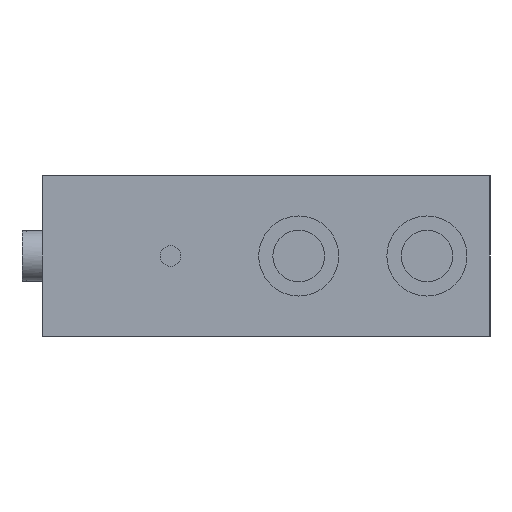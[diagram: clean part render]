
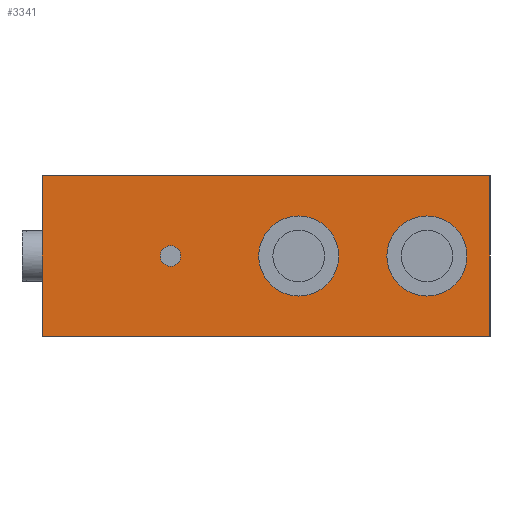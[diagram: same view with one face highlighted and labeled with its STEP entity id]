
A CAD part, left-side view. The second image highlights one B-rep face of the part: STEP entity #3341.
In plain terms, the highlighted planar face has unit normal (-1, 0, 0).
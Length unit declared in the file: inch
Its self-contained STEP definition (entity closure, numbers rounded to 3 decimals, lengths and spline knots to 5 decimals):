
#126 = DIRECTION ( 'NONE',  ( 1., 0., 0. ) ) ;
#142 = CARTESIAN_POINT ( 'NONE',  ( 0., 0.31, 0.19685 ) ) ;
#349 = CIRCLE ( 'NONE', #2639, 0.19685 ) ;
#374 = VERTEX_POINT ( 'NONE', #1911 ) ;
#465 = ORIENTED_EDGE ( 'NONE', *, *, #853, .T. ) ;
#477 = VERTEX_POINT ( 'NONE', #3219 ) ;
#568 = DIRECTION ( 'NONE',  ( 0., 0., -1. ) ) ;
#580 = CARTESIAN_POINT ( 'NONE',  ( 0., 0., -0.395 ) ) ;
#645 = EDGE_CURVE ( 'NONE', #374, #4775, #1903, .T. ) ;
#656 = CARTESIAN_POINT ( 'NONE',  ( 0., 2.2, 0.395 ) ) ;
#751 = VERTEX_POINT ( 'NONE', #5509 ) ;
#780 = CARTESIAN_POINT ( 'NONE',  ( 0., 0., 0.395 ) ) ;
#786 = AXIS2_PLACEMENT_3D ( 'NONE', #1013, #4070, #1453 ) ;
#853 = EDGE_CURVE ( 'NONE', #751, #477, #1212, .T. ) ;
#881 = LINE ( 'NONE', #4959, #5419 ) ;
#956 = DIRECTION ( 'NONE',  ( 1., 0., 0. ) ) ;
#1013 = CARTESIAN_POINT ( 'NONE',  ( 0., 2.2, 0.395 ) ) ;
#1103 = EDGE_CURVE ( 'NONE', #1704, #5437, #1350, .T. ) ;
#1212 = CIRCLE ( 'NONE', #2527, 0.19685 ) ;
#1221 = FACE_BOUND ( 'NONE', #3104, .T. ) ;
#1346 = CIRCLE ( 'NONE', #3291, 0.19685 ) ;
#1350 = LINE ( 'NONE', #2091, #3659 ) ;
#1453 = DIRECTION ( 'NONE',  ( 0., 0., -1. ) ) ;
#1520 = DIRECTION ( 'NONE',  ( 0., -1., 0. ) ) ;
#1704 = VERTEX_POINT ( 'NONE', #656 ) ;
#1709 = CARTESIAN_POINT ( 'NONE',  ( 0., 0.31, 0. ) ) ;
#1810 = VERTEX_POINT ( 'NONE', #142 ) ;
#1876 = ORIENTED_EDGE ( 'NONE', *, *, #3773, .T. ) ;
#1903 = CIRCLE ( 'NONE', #4407, 0.05 ) ;
#1911 = CARTESIAN_POINT ( 'NONE',  ( 0., 1.57, -0.05 ) ) ;
#2091 = CARTESIAN_POINT ( 'NONE',  ( 0., 2.2, 0.395 ) ) ;
#2161 = DIRECTION ( 'NONE',  ( 0., 0., -1. ) ) ;
#2183 = ORIENTED_EDGE ( 'NONE', *, *, #3265, .T. ) ;
#2234 = AXIS2_PLACEMENT_3D ( 'NONE', #2457, #5536, #2882 ) ;
#2338 = CARTESIAN_POINT ( 'NONE',  ( 0., 0.31, -0.19685 ) ) ;
#2457 = CARTESIAN_POINT ( 'NONE',  ( 0., 0.94, 0. ) ) ;
#2492 = CARTESIAN_POINT ( 'NONE',  ( 0., 0.94, 0. ) ) ;
#2520 = ORIENTED_EDGE ( 'NONE', *, *, #4371, .T. ) ;
#2527 = AXIS2_PLACEMENT_3D ( 'NONE', #2492, #5576, #2912 ) ;
#2578 = CARTESIAN_POINT ( 'NONE',  ( 0., 1.57, 0. ) ) ;
#2625 = VERTEX_POINT ( 'NONE', #780 ) ;
#2639 = AXIS2_PLACEMENT_3D ( 'NONE', #2807, #126, #3240 ) ;
#2662 = FACE_BOUND ( 'NONE', #2762, .T. ) ;
#2672 = CIRCLE ( 'NONE', #2234, 0.19685 ) ;
#2721 = DIRECTION ( 'NONE',  ( 0., -1., 0. ) ) ;
#2762 = EDGE_LOOP ( 'NONE', ( #2183, #4091 ) ) ;
#2778 = CIRCLE ( 'NONE', #2962, 0.05 ) ;
#2807 = CARTESIAN_POINT ( 'NONE',  ( 0., 0.31, 0. ) ) ;
#2882 = DIRECTION ( 'NONE',  ( 0., 0., -1. ) ) ;
#2912 = DIRECTION ( 'NONE',  ( 0., 0., -1. ) ) ;
#2925 = LINE ( 'NONE', #4021, #3824 ) ;
#2962 = AXIS2_PLACEMENT_3D ( 'NONE', #3582, #956, #4025 ) ;
#3010 = DIRECTION ( 'NONE',  ( 0., 0., -1. ) ) ;
#3045 = ORIENTED_EDGE ( 'NONE', *, *, #3929, .F. ) ;
#3067 = ORIENTED_EDGE ( 'NONE', *, *, #5327, .T. ) ;
#3104 = EDGE_LOOP ( 'NONE', ( #3067, #465 ) ) ;
#3209 = ORIENTED_EDGE ( 'NONE', *, *, #3892, .T. ) ;
#3219 = CARTESIAN_POINT ( 'NONE',  ( 0., 0.94, -0.19685 ) ) ;
#3240 = DIRECTION ( 'NONE',  ( 0., 0., -1. ) ) ;
#3265 = EDGE_CURVE ( 'NONE', #4775, #374, #2778, .T. ) ;
#3291 = AXIS2_PLACEMENT_3D ( 'NONE', #1709, #4769, #2161 ) ;
#3341 = ADVANCED_FACE ( 'PLANAR_6', ( #2662, #1221, #4729, #5775 ), #3632, .F. ) ;
#3582 = CARTESIAN_POINT ( 'NONE',  ( 0., 1.57, 0. ) ) ;
#3632 = PLANE ( 'NONE',  #786 ) ;
#3659 = VECTOR ( 'NONE', #5126, 39.37008 ) ;
#3712 = CARTESIAN_POINT ( 'NONE',  ( 0., 1.57, 0.05 ) ) ;
#3745 = CARTESIAN_POINT ( 'NONE',  ( 0., 2.2, -0.395 ) ) ;
#3773 = EDGE_CURVE ( 'NONE', #5437, #3878, #2925, .T. ) ;
#3824 = VECTOR ( 'NONE', #2721, 39.37008 ) ;
#3878 = VERTEX_POINT ( 'NONE', #580 ) ;
#3892 = EDGE_CURVE ( 'NONE', #5127, #1810, #349, .T. ) ;
#3929 = EDGE_CURVE ( 'NONE', #1704, #2625, #4923, .T. ) ;
#4000 = EDGE_LOOP ( 'NONE', ( #5108, #1876, #4124, #3045 ) ) ;
#4021 = CARTESIAN_POINT ( 'NONE',  ( 0., 2.2, -0.395 ) ) ;
#4025 = DIRECTION ( 'NONE',  ( 0., 0., -1. ) ) ;
#4070 = DIRECTION ( 'NONE',  ( 1., 0., 0. ) ) ;
#4091 = ORIENTED_EDGE ( 'NONE', *, *, #645, .T. ) ;
#4124 = ORIENTED_EDGE ( 'NONE', *, *, #5141, .F. ) ;
#4371 = EDGE_CURVE ( 'NONE', #1810, #5127, #1346, .T. ) ;
#4407 = AXIS2_PLACEMENT_3D ( 'NONE', #2578, #5672, #3010 ) ;
#4729 = FACE_BOUND ( 'NONE', #5707, .T. ) ;
#4769 = DIRECTION ( 'NONE',  ( 1., 0., 0. ) ) ;
#4775 = VERTEX_POINT ( 'NONE', #3712 ) ;
#4792 = VECTOR ( 'NONE', #1520, 39.37008 ) ;
#4923 = LINE ( 'NONE', #5009, #4792 ) ;
#4959 = CARTESIAN_POINT ( 'NONE',  ( 0., 0., 0.395 ) ) ;
#5009 = CARTESIAN_POINT ( 'NONE',  ( 0., 2.2, 0.395 ) ) ;
#5108 = ORIENTED_EDGE ( 'NONE', *, *, #1103, .T. ) ;
#5126 = DIRECTION ( 'NONE',  ( 0., 0., -1. ) ) ;
#5127 = VERTEX_POINT ( 'NONE', #2338 ) ;
#5141 = EDGE_CURVE ( 'NONE', #2625, #3878, #881, .T. ) ;
#5327 = EDGE_CURVE ( 'NONE', #477, #751, #2672, .T. ) ;
#5419 = VECTOR ( 'NONE', #568, 39.37008 ) ;
#5437 = VERTEX_POINT ( 'NONE', #3745 ) ;
#5509 = CARTESIAN_POINT ( 'NONE',  ( 0., 0.94, 0.19685 ) ) ;
#5536 = DIRECTION ( 'NONE',  ( 1., 0., 0. ) ) ;
#5576 = DIRECTION ( 'NONE',  ( 1., 0., 0. ) ) ;
#5672 = DIRECTION ( 'NONE',  ( 1., 0., 0. ) ) ;
#5707 = EDGE_LOOP ( 'NONE', ( #3209, #2520 ) ) ;
#5775 = FACE_OUTER_BOUND ( 'NONE', #4000, .T. ) ;
